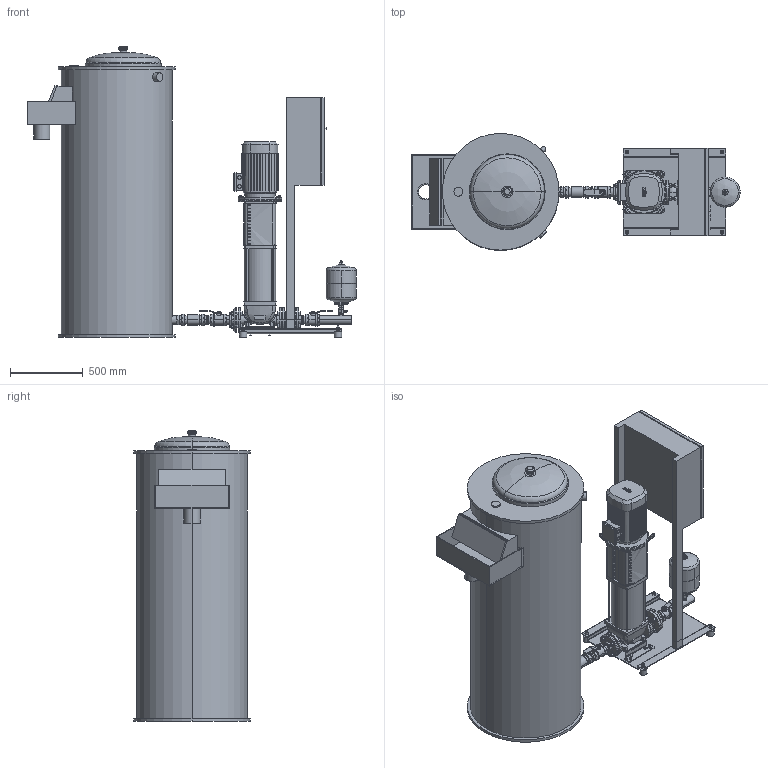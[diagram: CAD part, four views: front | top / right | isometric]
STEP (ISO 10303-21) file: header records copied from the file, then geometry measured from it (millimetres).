
FILE_DESCRIPTION((''),'2;1');
FILE_NAME('3d_FLACompact-1HELIXV2207DS16-2540119.stp','2016-01-25T12:55:30',(''),(''),'Mechanical Desktop 2009','Mechanical Desktop 2009',', , ');
FILE_SCHEMA(('CONFIG_CONTROL_DESIGN'));
Length unit declared in the file: millimetre
Products named in the file (1): Product
Bounding box: 2251 x 800 x 1995 mm (x, y, z)
Volume: 1012640242.8 mm3; surface area: 13145615.8 mm2
Topology: 70 solids, 70 shells, 2321 faces, 5785 edges, 3753 vertices
Faces by surface type: bspline 836, plane 805, cylinder 478, cone 118, torus 80, sphere 4
Entity records: 77993 total; most frequent: CARTESIAN_POINT 23497, ORIENTED_EDGE 11562, DIRECTION 10582, EDGE_CURVE 5781, VERTEX_POINT 3753, AXIS2_PLACEMENT_3D 3542, VECTOR 3498, LINE 3498
